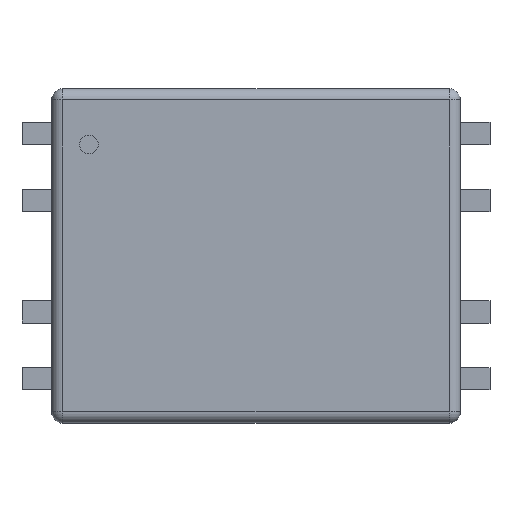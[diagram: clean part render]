
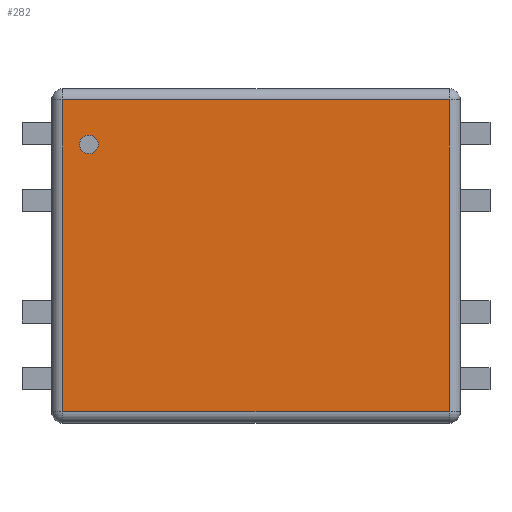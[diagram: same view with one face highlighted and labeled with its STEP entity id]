
A CAD part, top view. The second image highlights one B-rep face of the part: STEP entity #282.
In plain terms, the highlighted planar face has unit normal (0, 0, 1).
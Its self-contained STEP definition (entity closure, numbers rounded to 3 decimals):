
#25 = DIRECTION ( 'NONE',  ( 0., 0., 1. ) ) ;
#59 = DIRECTION ( 'NONE',  ( 1., 0., 0. ) ) ;
#100 = EDGE_LOOP ( 'NONE', ( #1288, #584, #518, #225 ) ) ;
#114 = DIRECTION ( 'NONE',  ( 1., 0., 0. ) ) ;
#131 = CARTESIAN_POINT ( 'NONE',  ( -5.5, 4.2, 4.3 ) ) ;
#163 = AXIS2_PLACEMENT_3D ( 'NONE', #246, #1033, #59 ) ;
#173 = DIRECTION ( 'NONE',  ( 0., 1., 0. ) ) ;
#178 = CIRCLE ( 'NONE', #394, 0.25 ) ;
#209 = PLANE ( 'NONE',  #988 ) ;
#223 = VECTOR ( 'NONE', #173, 1000. ) ;
#225 = ORIENTED_EDGE ( 'NONE', *, *, #1032, .T. ) ;
#246 = CARTESIAN_POINT ( 'NONE',  ( -4.5, 3., 4.3 ) ) ;
#249 = CARTESIAN_POINT ( 'NONE',  ( -4.75, 3., 4.3 ) ) ;
#272 = LINE ( 'NONE', #792, #223 ) ;
#282 = ADVANCED_FACE ( 'NONE', ( #1022, #1229 ), #209, .T. ) ;
#309 = VERTEX_POINT ( 'NONE', #713 ) ;
#316 = LINE ( 'NONE', #131, #636 ) ;
#394 = AXIS2_PLACEMENT_3D ( 'NONE', #1019, #600, #1208 ) ;
#437 = VERTEX_POINT ( 'NONE', #1277 ) ;
#468 = EDGE_CURVE ( 'NONE', #309, #1098, #272, .T. ) ;
#518 = ORIENTED_EDGE ( 'NONE', *, *, #520, .T. ) ;
#520 = EDGE_CURVE ( 'NONE', #959, #793, #676, .T. ) ;
#560 = CARTESIAN_POINT ( 'NONE',  ( -5.2, -4.5, 4.3 ) ) ;
#584 = ORIENTED_EDGE ( 'NONE', *, *, #907, .T. ) ;
#600 = DIRECTION ( 'NONE',  ( 0., 0., 1. ) ) ;
#636 = VECTOR ( 'NONE', #1124, 1000. ) ;
#673 = EDGE_CURVE ( 'NONE', #437, #1037, #178, .T. ) ;
#676 = LINE ( 'NONE', #560, #694 ) ;
#694 = VECTOR ( 'NONE', #1295, 1000. ) ;
#713 = CARTESIAN_POINT ( 'NONE',  ( 5.2, -4.2, 4.3 ) ) ;
#792 = CARTESIAN_POINT ( 'NONE',  ( 5.2, 4.5, 4.3 ) ) ;
#793 = VERTEX_POINT ( 'NONE', #838 ) ;
#838 = CARTESIAN_POINT ( 'NONE',  ( -5.2, -4.2, 4.3 ) ) ;
#855 = CIRCLE ( 'NONE', #163, 0.25 ) ;
#858 = CARTESIAN_POINT ( 'NONE',  ( -5.2, 4.2, 4.3 ) ) ;
#891 = EDGE_CURVE ( 'NONE', #1037, #437, #855, .T. ) ;
#907 = EDGE_CURVE ( 'NONE', #1098, #959, #316, .T. ) ;
#915 = CARTESIAN_POINT ( 'NONE',  ( 5.2, 4.2, 4.3 ) ) ;
#959 = VERTEX_POINT ( 'NONE', #858 ) ;
#988 = AXIS2_PLACEMENT_3D ( 'NONE', #1214, #25, #114 ) ;
#1019 = CARTESIAN_POINT ( 'NONE',  ( -4.5, 3., 4.3 ) ) ;
#1022 = FACE_BOUND ( 'NONE', #1299, .T. ) ;
#1032 = EDGE_CURVE ( 'NONE', #793, #309, #1172, .T. ) ;
#1033 = DIRECTION ( 'NONE',  ( 0., 0., 1. ) ) ;
#1037 = VERTEX_POINT ( 'NONE', #249 ) ;
#1073 = CARTESIAN_POINT ( 'NONE',  ( 5.5, -4.2, 4.3 ) ) ;
#1098 = VERTEX_POINT ( 'NONE', #915 ) ;
#1124 = DIRECTION ( 'NONE',  ( -1., 0., 0. ) ) ;
#1126 = VECTOR ( 'NONE', #1276, 1000. ) ;
#1158 = ORIENTED_EDGE ( 'NONE', *, *, #891, .F. ) ;
#1172 = LINE ( 'NONE', #1073, #1126 ) ;
#1208 = DIRECTION ( 'NONE',  ( 1., 0., 0. ) ) ;
#1214 = CARTESIAN_POINT ( 'NONE',  ( 0., 0., 4.3 ) ) ;
#1229 = FACE_OUTER_BOUND ( 'NONE', #100, .T. ) ;
#1231 = ORIENTED_EDGE ( 'NONE', *, *, #673, .F. ) ;
#1276 = DIRECTION ( 'NONE',  ( 1., 0., 0. ) ) ;
#1277 = CARTESIAN_POINT ( 'NONE',  ( -4.25, 3., 4.3 ) ) ;
#1288 = ORIENTED_EDGE ( 'NONE', *, *, #468, .T. ) ;
#1295 = DIRECTION ( 'NONE',  ( 0., -1., 0. ) ) ;
#1299 = EDGE_LOOP ( 'NONE', ( #1231, #1158 ) ) ;
